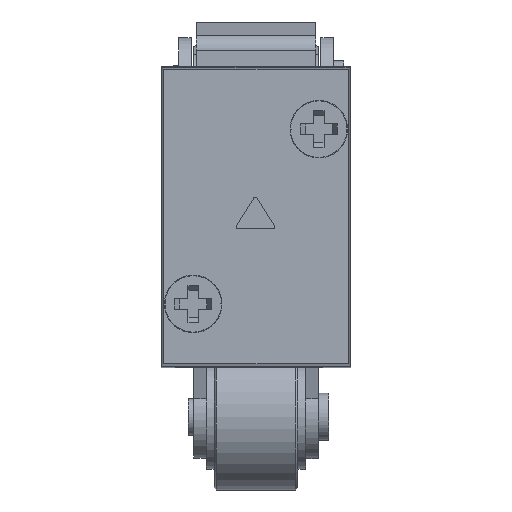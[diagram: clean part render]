
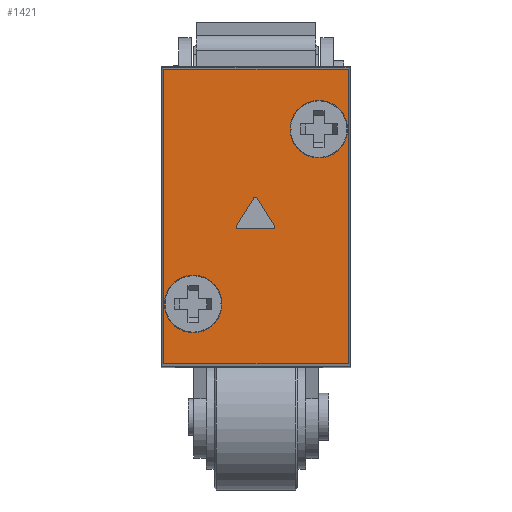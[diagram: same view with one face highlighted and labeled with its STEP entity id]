
A CAD part, top view. The second image highlights one B-rep face of the part: STEP entity #1421.
In plain terms, the highlighted planar face has unit normal (0, 0, 1).
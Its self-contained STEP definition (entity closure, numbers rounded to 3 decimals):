
#925 = CIRCLE ( 'NONE', #7569, 2.7 ) ;
#931 = CIRCLE ( 'NONE', #7568, 2.7 ) ;
#1421 = ADVANCED_FACE ( 'NONE', ( #2344, #2341, #2340, #2339 ), #23200, .F. ) ;
#2339 = FACE_OUTER_BOUND ( 'NONE', #12346, .T. ) ;
#2340 = FACE_BOUND ( 'NONE', #12312, .T. ) ;
#2341 = FACE_BOUND ( 'NONE', #12431, .T. ) ;
#2344 = FACE_BOUND ( 'NONE', #18458, .T. ) ;
#3143 = EDGE_CURVE ( 'NONE', #10179, #10230, #931, .T. ) ;
#3146 = EDGE_CURVE ( 'NONE', #10372, #10244, #925, .T. ) ;
#3901 = LINE ( 'NONE', #9418, #3903 ) ;
#3903 = VECTOR ( 'NONE', #9635, 1000. ) ;
#3904 = LINE ( 'NONE', #9627, #3906 ) ;
#3905 = CIRCLE ( 'NONE', #8118, 0.2 ) ;
#3906 = VECTOR ( 'NONE', #9626, 1000. ) ;
#3907 = LINE ( 'NONE', #8793, #3909 ) ;
#3908 = CIRCLE ( 'NONE', #8119, 0.2 ) ;
#3909 = VECTOR ( 'NONE', #8791, 1000. ) ;
#3910 = CIRCLE ( 'NONE', #8120, 0.2 ) ;
#3911 = CIRCLE ( 'NONE', #8121, 2.7 ) ;
#3912 = LINE ( 'NONE', #8783, #3914 ) ;
#3913 = CIRCLE ( 'NONE', #8122, 2.7 ) ;
#3914 = VECTOR ( 'NONE', #8795, 1000. ) ;
#3915 = LINE ( 'NONE', #8769, #3916 ) ;
#3916 = VECTOR ( 'NONE', #8760, 1000. ) ;
#3917 = LINE ( 'NONE', #8708, #3918 ) ;
#3918 = VECTOR ( 'NONE', #9581, 1000. ) ;
#3919 = LINE ( 'NONE', #8757, #3920 ) ;
#3920 = VECTOR ( 'NONE', #9587, 1000. ) ;
#5659 = CIRCLE ( 'NONE', #7974, 0.2 ) ;
#7568 = AXIS2_PLACEMENT_3D ( 'NONE', #15934, #15933, #15932 ) ;
#7569 = AXIS2_PLACEMENT_3D ( 'NONE', #15923, #15922, #15918 ) ;
#7974 = AXIS2_PLACEMENT_3D ( 'NONE', #22607, #22606, #22605 ) ;
#8118 = AXIS2_PLACEMENT_3D ( 'NONE', #9634, #9633, #9631 ) ;
#8119 = AXIS2_PLACEMENT_3D ( 'NONE', #8764, #8763, #8794 ) ;
#8120 = AXIS2_PLACEMENT_3D ( 'NONE', #8788, #8789, #8786 ) ;
#8121 = AXIS2_PLACEMENT_3D ( 'NONE', #8774, #8777, #8772 ) ;
#8122 = AXIS2_PLACEMENT_3D ( 'NONE', #8768, #8770, #8767 ) ;
#8704 = CARTESIAN_POINT ( 'NONE',  ( 1.896, 0.975, 0. ) ) ;
#8708 = CARTESIAN_POINT ( 'NONE',  ( -9.001, 14.075, 0. ) ) ;
#8757 = CARTESIAN_POINT ( 'NONE',  ( -8.83, -15., 0. ) ) ;
#8760 = DIRECTION ( 'NONE',  ( 0., 1., 0. ) ) ;
#8763 = DIRECTION ( 'NONE',  ( 0., 0., 1. ) ) ;
#8764 = CARTESIAN_POINT ( 'NONE',  ( 0.056, -1.648, 0. ) ) ;
#8767 = DIRECTION ( 'NONE',  ( 1., 0., 0. ) ) ;
#8768 = CARTESIAN_POINT ( 'NONE',  ( 6., 8.35, 0. ) ) ;
#8769 = CARTESIAN_POINT ( 'NONE',  ( 8.83, -15., 0. ) ) ;
#8770 = DIRECTION ( 'NONE',  ( 0., 0., 1. ) ) ;
#8772 = DIRECTION ( 'NONE',  ( 1., 0., 0. ) ) ;
#8774 = CARTESIAN_POINT ( 'NONE',  ( -6., -8.35, 0. ) ) ;
#8777 = DIRECTION ( 'NONE',  ( 0., 0., 1. ) ) ;
#8783 = CARTESIAN_POINT ( 'NONE',  ( -9.001, -14.075, 0. ) ) ;
#8786 = DIRECTION ( 'NONE',  ( -1., 0., 0. ) ) ;
#8788 = CARTESIAN_POINT ( 'NONE',  ( -1.584, 0.975, 0. ) ) ;
#8789 = DIRECTION ( 'NONE',  ( 0., 0., 1. ) ) ;
#8791 = DIRECTION ( 'NONE',  ( 0.53, -0.848, 0. ) ) ;
#8793 = CARTESIAN_POINT ( 'NONE',  ( -0.114, -1.754, 0. ) ) ;
#8794 = DIRECTION ( 'NONE',  ( -1., 0., 0. ) ) ;
#8795 = DIRECTION ( 'NONE',  ( 1., 0., 0. ) ) ;
#9418 = CARTESIAN_POINT ( 'NONE',  ( -1.584, 1.175, 0. ) ) ;
#9436 = CARTESIAN_POINT ( 'NONE',  ( 1.695, 1.175, 0. ) ) ;
#9581 = DIRECTION ( 'NONE',  ( 1., 0., 0. ) ) ;
#9587 = DIRECTION ( 'NONE',  ( 0., 1., 0. ) ) ;
#9626 = DIRECTION ( 'NONE',  ( 0.53, 0.848, 0. ) ) ;
#9627 = CARTESIAN_POINT ( 'NONE',  ( 0.226, -1.754, 0. ) ) ;
#9631 = DIRECTION ( 'NONE',  ( -1., 0., 0. ) ) ;
#9633 = DIRECTION ( 'NONE',  ( 0., 0., 1. ) ) ;
#9634 = CARTESIAN_POINT ( 'NONE',  ( 1.696, 0.975, 0. ) ) ;
#9635 = DIRECTION ( 'NONE',  ( -1., 0., 0. ) ) ;
#10044 = VERTEX_POINT ( 'NONE', #14401 ) ;
#10046 = VERTEX_POINT ( 'NONE', #14395 ) ;
#10047 = VERTEX_POINT ( 'NONE', #14389 ) ;
#10050 = VERTEX_POINT ( 'NONE', #14375 ) ;
#10051 = VERTEX_POINT ( 'NONE', #14370 ) ;
#10052 = VERTEX_POINT ( 'NONE', #14365 ) ;
#10053 = VERTEX_POINT ( 'NONE', #14360 ) ;
#10054 = VERTEX_POINT ( 'NONE', #14355 ) ;
#10056 = VERTEX_POINT ( 'NONE', #14346 ) ;
#10179 = VERTEX_POINT ( 'NONE', #14485 ) ;
#10230 = VERTEX_POINT ( 'NONE', #14420 ) ;
#10244 = VERTEX_POINT ( 'NONE', #14403 ) ;
#10372 = VERTEX_POINT ( 'NONE', #14239 ) ;
#12312 = EDGE_LOOP ( 'NONE', ( #24328, #24327 ) ) ;
#12346 = EDGE_LOOP ( 'NONE', ( #24326, #24325, #24324, #24323 ) ) ;
#12431 = EDGE_LOOP ( 'NONE', ( #24330, #24329 ) ) ;
#14239 = CARTESIAN_POINT ( 'NONE',  ( 3.3, 8.35, 0. ) ) ;
#14346 = CARTESIAN_POINT ( 'NONE',  ( -0.114, -1.754, 0. ) ) ;
#14355 = CARTESIAN_POINT ( 'NONE',  ( 8.83, 14.075, 0. ) ) ;
#14360 = CARTESIAN_POINT ( 'NONE',  ( -8.83, -14.075, 0. ) ) ;
#14365 = CARTESIAN_POINT ( 'NONE',  ( -1.584, 1.175, 0. ) ) ;
#14370 = CARTESIAN_POINT ( 'NONE',  ( 1.865, 0.869, 0. ) ) ;
#14375 = CARTESIAN_POINT ( 'NONE',  ( 8.83, -14.075, 0. ) ) ;
#14389 = CARTESIAN_POINT ( 'NONE',  ( 0.226, -1.754, 0. ) ) ;
#14395 = CARTESIAN_POINT ( 'NONE',  ( -8.83, 14.075, 0. ) ) ;
#14401 = CARTESIAN_POINT ( 'NONE',  ( -1.753, 0.868, 0. ) ) ;
#14403 = CARTESIAN_POINT ( 'NONE',  ( 8.7, 8.35, 0. ) ) ;
#14420 = CARTESIAN_POINT ( 'NONE',  ( -3.3, -8.35, 0. ) ) ;
#14485 = CARTESIAN_POINT ( 'NONE',  ( -8.7, -8.35, 0. ) ) ;
#15918 = DIRECTION ( 'NONE',  ( 1., 0., 0. ) ) ;
#15922 = DIRECTION ( 'NONE',  ( 0., 0., 1. ) ) ;
#15923 = CARTESIAN_POINT ( 'NONE',  ( 6., 8.35, 0. ) ) ;
#15932 = DIRECTION ( 'NONE',  ( 1., 0., 0. ) ) ;
#15933 = DIRECTION ( 'NONE',  ( 0., 0., 1. ) ) ;
#15934 = CARTESIAN_POINT ( 'NONE',  ( -6., -8.35, 0. ) ) ;
#18458 = EDGE_LOOP ( 'NONE', ( #23396, #23392, #23391, #23390, #24333, #24332, #24331 ) ) ;
#22018 = EDGE_CURVE ( 'NONE', #26841, #26752, #5659, .T. ) ;
#22605 = DIRECTION ( 'NONE',  ( -1., 0., 0. ) ) ;
#22606 = DIRECTION ( 'NONE',  ( 0., 0., 1. ) ) ;
#22607 = CARTESIAN_POINT ( 'NONE',  ( 1.696, 0.975, 0. ) ) ;
#23196 = DIRECTION ( 'NONE',  ( -1., 0., 0. ) ) ;
#23198 = DIRECTION ( 'NONE',  ( 0., 0., -1. ) ) ;
#23199 = CARTESIAN_POINT ( 'NONE',  ( 9., 14.25, 0. ) ) ;
#23200 = PLANE ( 'NONE',  #27151 ) ;
#23390 = ORIENTED_EDGE ( 'NONE', *, *, #25703, .F. ) ;
#23391 = ORIENTED_EDGE ( 'NONE', *, *, #25702, .F. ) ;
#23392 = ORIENTED_EDGE ( 'NONE', *, *, #22018, .F. ) ;
#23396 = ORIENTED_EDGE ( 'NONE', *, *, #25701, .F. ) ;
#24323 = ORIENTED_EDGE ( 'NONE', *, *, #25712, .F. ) ;
#24324 = ORIENTED_EDGE ( 'NONE', *, *, #25711, .F. ) ;
#24325 = ORIENTED_EDGE ( 'NONE', *, *, #25710, .T. ) ;
#24326 = ORIENTED_EDGE ( 'NONE', *, *, #25709, .T. ) ;
#24327 = ORIENTED_EDGE ( 'NONE', *, *, #3146, .F. ) ;
#24328 = ORIENTED_EDGE ( 'NONE', *, *, #25708, .F. ) ;
#24329 = ORIENTED_EDGE ( 'NONE', *, *, #3143, .F. ) ;
#24330 = ORIENTED_EDGE ( 'NONE', *, *, #25707, .F. ) ;
#24331 = ORIENTED_EDGE ( 'NONE', *, *, #25706, .F. ) ;
#24332 = ORIENTED_EDGE ( 'NONE', *, *, #25705, .F. ) ;
#24333 = ORIENTED_EDGE ( 'NONE', *, *, #25704, .F. ) ;
#25701 = EDGE_CURVE ( 'NONE', #26752, #10052, #3901, .T. ) ;
#25702 = EDGE_CURVE ( 'NONE', #10051, #26841, #3905, .T. ) ;
#25703 = EDGE_CURVE ( 'NONE', #10047, #10051, #3904, .T. ) ;
#25704 = EDGE_CURVE ( 'NONE', #10056, #10047, #3908, .T. ) ;
#25705 = EDGE_CURVE ( 'NONE', #10044, #10056, #3907, .T. ) ;
#25706 = EDGE_CURVE ( 'NONE', #10052, #10044, #3910, .T. ) ;
#25707 = EDGE_CURVE ( 'NONE', #10230, #10179, #3911, .T. ) ;
#25708 = EDGE_CURVE ( 'NONE', #10244, #10372, #3913, .T. ) ;
#25709 = EDGE_CURVE ( 'NONE', #10053, #10050, #3912, .T. ) ;
#25710 = EDGE_CURVE ( 'NONE', #10050, #10054, #3915, .T. ) ;
#25711 = EDGE_CURVE ( 'NONE', #10046, #10054, #3917, .T. ) ;
#25712 = EDGE_CURVE ( 'NONE', #10053, #10046, #3919, .T. ) ;
#26752 = VERTEX_POINT ( 'NONE', #9436 ) ;
#26841 = VERTEX_POINT ( 'NONE', #8704 ) ;
#27151 = AXIS2_PLACEMENT_3D ( 'NONE', #23199, #23198, #23196 ) ;
